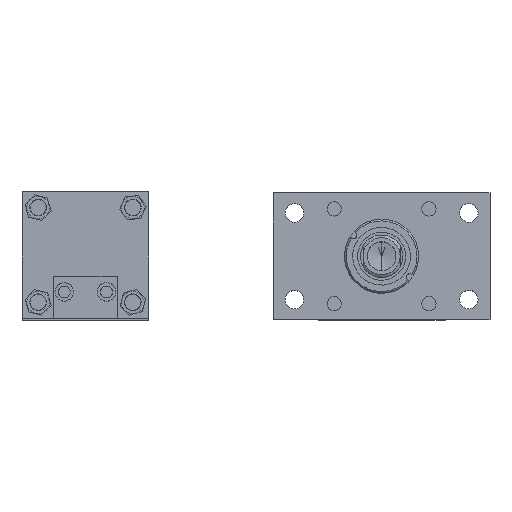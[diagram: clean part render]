
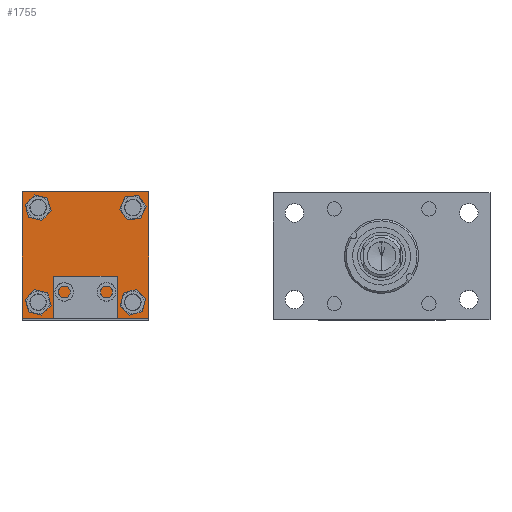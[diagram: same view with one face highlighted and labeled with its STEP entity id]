
A CAD part, top view. The second image highlights one B-rep face of the part: STEP entity #1755.
In plain terms, the highlighted face is planar.
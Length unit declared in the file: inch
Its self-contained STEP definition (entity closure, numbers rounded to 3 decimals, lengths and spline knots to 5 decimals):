
#250 = CIRCLE ( 'NONE', #2545, 0.203 ) ;
#298 = VERTEX_POINT ( 'NONE', #7831 ) ;
#352 = DIRECTION ( 'NONE',  ( 0., -1., 0. ) ) ;
#379 = EDGE_LOOP ( 'NONE', ( #11651, #13373 ) ) ;
#508 = EDGE_CURVE ( 'NONE', #2832, #1534, #515, .T. ) ;
#515 = CIRCLE ( 'NONE', #3770, 0.203 ) ;
#667 = EDGE_CURVE ( 'NONE', #298, #12286, #3287, .T. ) ;
#764 = VECTOR ( 'NONE', #11909, 39.37008 ) ;
#793 = VERTEX_POINT ( 'NONE', #12801 ) ;
#965 = EDGE_LOOP ( 'NONE', ( #5007, #1464, #12387, #974 ) ) ;
#971 = ORIENTED_EDGE ( 'NONE', *, *, #12945, .T. ) ;
#974 = ORIENTED_EDGE ( 'NONE', *, *, #667, .T. ) ;
#1070 = EDGE_CURVE ( 'NONE', #12286, #793, #12905, .T. ) ;
#1084 = FACE_BOUND ( 'NONE', #379, .T. ) ;
#1252 = DIRECTION ( 'NONE',  ( 0., 0., 1. ) ) ;
#1271 = AXIS2_PLACEMENT_3D ( 'NONE', #12149, #5884, #5924 ) ;
#1386 = CIRCLE ( 'NONE', #2461, 0.203 ) ;
#1464 = ORIENTED_EDGE ( 'NONE', *, *, #5214, .F. ) ;
#1491 = VECTOR ( 'NONE', #9089, 39.37008 ) ;
#1534 = VERTEX_POINT ( 'NONE', #8069 ) ;
#1755 = ADVANCED_FACE ( 'NONE', ( #12334, #8556, #2718, #1084, #13144 ), #11771, .F. ) ;
#1773 = EDGE_CURVE ( 'NONE', #4704, #10164, #250, .T. ) ;
#1927 = CARTESIAN_POINT ( 'NONE',  ( 4.19488, 7.73791, -0.3831 ) ) ;
#1958 = EDGE_CURVE ( 'NONE', #298, #10563, #11020, .T. ) ;
#1970 = DIRECTION ( 'NONE',  ( 1., 0., 0. ) ) ;
#2240 = CARTESIAN_POINT ( 'NONE',  ( 4.39788, 9.97591, -0.3831 ) ) ;
#2273 = AXIS2_PLACEMENT_3D ( 'NONE', #9963, #13119, #7913 ) ;
#2461 = AXIS2_PLACEMENT_3D ( 'NONE', #11540, #12673, #5405 ) ;
#2544 = CIRCLE ( 'NONE', #10935, 0.203 ) ;
#2545 = AXIS2_PLACEMENT_3D ( 'NONE', #10656, #5459, #5506 ) ;
#2718 = FACE_BOUND ( 'NONE', #12809, .T. ) ;
#2794 = EDGE_CURVE ( 'NONE', #12964, #6390, #6085, .T. ) ;
#2805 = AXIS2_PLACEMENT_3D ( 'NONE', #9646, #1252, #10611 ) ;
#2832 = VERTEX_POINT ( 'NONE', #6843 ) ;
#2886 = DIRECTION ( 'NONE',  ( 0., -1., 0. ) ) ;
#3046 = ORIENTED_EDGE ( 'NONE', *, *, #4711, .T. ) ;
#3287 = LINE ( 'NONE', #4544, #11608 ) ;
#3389 = DIRECTION ( 'NONE',  ( 1., 0., 0. ) ) ;
#3770 = AXIS2_PLACEMENT_3D ( 'NONE', #1927, #13410, #1970 ) ;
#3943 = DIRECTION ( 'NONE',  ( 0., 0., 1. ) ) ;
#4159 = CARTESIAN_POINT ( 'NONE',  ( 6.81388, 7.35691, -0.3831 ) ) ;
#4362 = EDGE_CURVE ( 'NONE', #4572, #11987, #1386, .T. ) ;
#4544 = CARTESIAN_POINT ( 'NONE',  ( 6.81388, 5.55135, -0.3831 ) ) ;
#4572 = VERTEX_POINT ( 'NONE', #8862 ) ;
#4704 = VERTEX_POINT ( 'NONE', #10886 ) ;
#4711 = EDGE_CURVE ( 'NONE', #1534, #2832, #13440, .T. ) ;
#4925 = LINE ( 'NONE', #7975, #10151 ) ;
#5007 = ORIENTED_EDGE ( 'NONE', *, *, #1070, .T. ) ;
#5214 = EDGE_CURVE ( 'NONE', #10563, #793, #4925, .T. ) ;
#5283 = CARTESIAN_POINT ( 'NONE',  ( 4.19488, 9.97591, -0.3831 ) ) ;
#5405 = DIRECTION ( 'NONE',  ( 1., 0., 0. ) ) ;
#5459 = DIRECTION ( 'NONE',  ( 0., 0., 1. ) ) ;
#5506 = DIRECTION ( 'NONE',  ( 1., 0., 0. ) ) ;
#5882 = CIRCLE ( 'NONE', #1271, 0.203 ) ;
#5884 = DIRECTION ( 'NONE',  ( 0., 0., 1. ) ) ;
#5924 = DIRECTION ( 'NONE',  ( 1., 0., 0. ) ) ;
#6085 = CIRCLE ( 'NONE', #11617, 0.203 ) ;
#6390 = VERTEX_POINT ( 'NONE', #7418 ) ;
#6515 = DIRECTION ( 'NONE',  ( 0., 0., 1. ) ) ;
#6640 = CARTESIAN_POINT ( 'NONE',  ( 5.31388, 10.35691, -0.3831 ) ) ;
#6843 = CARTESIAN_POINT ( 'NONE',  ( 3.99188, 7.73791, -0.3831 ) ) ;
#7193 = CARTESIAN_POINT ( 'NONE',  ( 6.22988, 7.73791, -0.3831 ) ) ;
#7369 = EDGE_CURVE ( 'NONE', #11987, #4572, #5882, .T. ) ;
#7418 = CARTESIAN_POINT ( 'NONE',  ( 6.63588, 9.97591, -0.3831 ) ) ;
#7462 = DIRECTION ( 'NONE',  ( 0., 0., 1. ) ) ;
#7831 = CARTESIAN_POINT ( 'NONE',  ( 6.81388, 10.35691, -0.3831 ) ) ;
#7913 = DIRECTION ( 'NONE',  ( 1., 0., 0. ) ) ;
#7975 = CARTESIAN_POINT ( 'NONE',  ( 3.81388, 5.55135, -0.3831 ) ) ;
#8044 = EDGE_LOOP ( 'NONE', ( #11870, #3046 ) ) ;
#8069 = CARTESIAN_POINT ( 'NONE',  ( 4.39788, 7.73791, -0.3831 ) ) ;
#8471 = CARTESIAN_POINT ( 'NONE',  ( 6.22988, 9.97591, -0.3831 ) ) ;
#8556 = FACE_BOUND ( 'NONE', #8044, .T. ) ;
#8862 = CARTESIAN_POINT ( 'NONE',  ( 6.63588, 7.73791, -0.3831 ) ) ;
#8881 = CIRCLE ( 'NONE', #13386, 0.203 ) ;
#9081 = CARTESIAN_POINT ( 'NONE',  ( 6.43288, 9.97591, -0.3831 ) ) ;
#9089 = DIRECTION ( 'NONE',  ( -1., 0., 0. ) ) ;
#9646 = CARTESIAN_POINT ( 'NONE',  ( 5.31388, 5.55135, -0.3831 ) ) ;
#9963 = CARTESIAN_POINT ( 'NONE',  ( 4.19488, 7.73791, -0.3831 ) ) ;
#10102 = CARTESIAN_POINT ( 'NONE',  ( 5.31388, 7.35691, -0.3831 ) ) ;
#10151 = VECTOR ( 'NONE', #2886, 39.37008 ) ;
#10164 = VERTEX_POINT ( 'NONE', #2240 ) ;
#10531 = DIRECTION ( 'NONE',  ( 1., 0., 0. ) ) ;
#10563 = VERTEX_POINT ( 'NONE', #12980 ) ;
#10611 = DIRECTION ( 'NONE',  ( 1., 0., 0. ) ) ;
#10629 = EDGE_LOOP ( 'NONE', ( #11416, #971 ) ) ;
#10656 = CARTESIAN_POINT ( 'NONE',  ( 4.19488, 9.97591, -0.3831 ) ) ;
#10886 = CARTESIAN_POINT ( 'NONE',  ( 3.99188, 9.97591, -0.3831 ) ) ;
#10935 = AXIS2_PLACEMENT_3D ( 'NONE', #5283, #7462, #10531 ) ;
#11020 = LINE ( 'NONE', #6640, #764 ) ;
#11247 = DIRECTION ( 'NONE',  ( 1., 0., 0. ) ) ;
#11416 = ORIENTED_EDGE ( 'NONE', *, *, #1773, .T. ) ;
#11540 = CARTESIAN_POINT ( 'NONE',  ( 6.43288, 7.73791, -0.3831 ) ) ;
#11608 = VECTOR ( 'NONE', #352, 39.37008 ) ;
#11617 = AXIS2_PLACEMENT_3D ( 'NONE', #9081, #3943, #11247 ) ;
#11647 = ORIENTED_EDGE ( 'NONE', *, *, #7369, .T. ) ;
#11651 = ORIENTED_EDGE ( 'NONE', *, *, #2794, .T. ) ;
#11771 = PLANE ( 'NONE',  #2805 ) ;
#11870 = ORIENTED_EDGE ( 'NONE', *, *, #508, .T. ) ;
#11909 = DIRECTION ( 'NONE',  ( -1., 0., 0. ) ) ;
#11987 = VERTEX_POINT ( 'NONE', #7193 ) ;
#12051 = ORIENTED_EDGE ( 'NONE', *, *, #4362, .T. ) ;
#12149 = CARTESIAN_POINT ( 'NONE',  ( 6.43288, 7.73791, -0.3831 ) ) ;
#12286 = VERTEX_POINT ( 'NONE', #4159 ) ;
#12334 = FACE_BOUND ( 'NONE', #10629, .T. ) ;
#12386 = EDGE_CURVE ( 'NONE', #6390, #12964, #8881, .T. ) ;
#12387 = ORIENTED_EDGE ( 'NONE', *, *, #1958, .F. ) ;
#12673 = DIRECTION ( 'NONE',  ( 0., 0., 1. ) ) ;
#12772 = CARTESIAN_POINT ( 'NONE',  ( 6.43288, 9.97591, -0.3831 ) ) ;
#12801 = CARTESIAN_POINT ( 'NONE',  ( 3.81388, 7.35691, -0.3831 ) ) ;
#12809 = EDGE_LOOP ( 'NONE', ( #11647, #12051 ) ) ;
#12905 = LINE ( 'NONE', #10102, #1491 ) ;
#12945 = EDGE_CURVE ( 'NONE', #10164, #4704, #2544, .T. ) ;
#12964 = VERTEX_POINT ( 'NONE', #8471 ) ;
#12980 = CARTESIAN_POINT ( 'NONE',  ( 3.81388, 10.35691, -0.3831 ) ) ;
#13119 = DIRECTION ( 'NONE',  ( 0., 0., 1. ) ) ;
#13144 = FACE_OUTER_BOUND ( 'NONE', #965, .T. ) ;
#13373 = ORIENTED_EDGE ( 'NONE', *, *, #12386, .T. ) ;
#13386 = AXIS2_PLACEMENT_3D ( 'NONE', #12772, #6515, #3389 ) ;
#13410 = DIRECTION ( 'NONE',  ( 0., 0., 1. ) ) ;
#13440 = CIRCLE ( 'NONE', #2273, 0.203 ) ;
